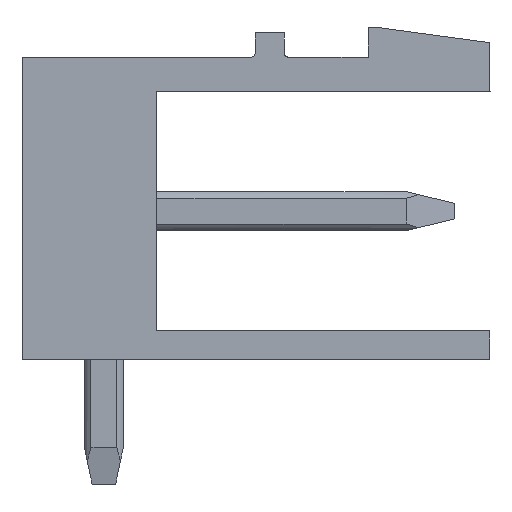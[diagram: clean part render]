
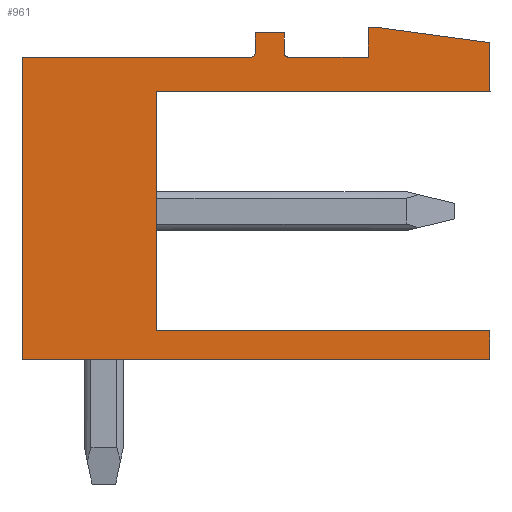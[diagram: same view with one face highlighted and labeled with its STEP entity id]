
A CAD part, left-side view. The second image highlights one B-rep face of the part: STEP entity #961.
In plain terms, the highlighted planar face has unit normal (-1, 0, 0).
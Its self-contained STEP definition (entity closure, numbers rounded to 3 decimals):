
#837=AXIS2_PLACEMENT_3D('Plane Axis2P3D',#834,#835,#836) ;
#883=AXIS2_PLACEMENT_3D('Circle Axis2P3D',#881,#882,$) ;
#911=AXIS2_PLACEMENT_3D('Circle Axis2P3D',#909,#910,$) ;
#49=CARTESIAN_POINT('Vertex',(0.,8.55,3.93)) ;
#52=CARTESIAN_POINT('Line Origine',(0.,4.275,3.93)) ;
#56=CARTESIAN_POINT('Vertex',(0.,0.,3.93)) ;
#224=CARTESIAN_POINT('Vertex',(0.,8.55,10.06)) ;
#227=CARTESIAN_POINT('Line Origine',(0.,8.55,6.995)) ;
#834=CARTESIAN_POINT('Axis2P3D Location',(0.,0.,0.)) ;
#839=CARTESIAN_POINT('Line Origine',(0.,4.275,10.06)) ;
#843=CARTESIAN_POINT('Vertex',(0.,0.,10.06)) ;
#846=CARTESIAN_POINT('Line Origine',(0.,0.,10.69)) ;
#850=CARTESIAN_POINT('Vertex',(0.,0.,11.32)) ;
#853=CARTESIAN_POINT('Line Origine',(0.,1.4,11.51)) ;
#857=CARTESIAN_POINT('Vertex',(0.,2.8,11.7)) ;
#860=CARTESIAN_POINT('Line Origine',(0.,2.96,11.7)) ;
#864=CARTESIAN_POINT('Vertex',(0.,3.12,11.7)) ;
#867=CARTESIAN_POINT('Line Origine',(0.,3.12,11.325)) ;
#871=CARTESIAN_POINT('Vertex',(0.,3.12,10.95)) ;
#874=CARTESIAN_POINT('Line Origine',(0.,4.145,10.95)) ;
#878=CARTESIAN_POINT('Vertex',(0.,5.17,10.95)) ;
#881=CARTESIAN_POINT('Axis2P3D Location',(0.,5.17,11.05)) ;
#885=CARTESIAN_POINT('Vertex',(0.,5.27,11.05)) ;
#888=CARTESIAN_POINT('Line Origine',(0.,5.27,11.31)) ;
#892=CARTESIAN_POINT('Vertex',(0.,5.27,11.57)) ;
#895=CARTESIAN_POINT('Line Origine',(0.,5.645,11.57)) ;
#899=CARTESIAN_POINT('Vertex',(0.,6.02,11.57)) ;
#902=CARTESIAN_POINT('Line Origine',(0.,6.02,11.31)) ;
#906=CARTESIAN_POINT('Vertex',(0.,6.02,11.05)) ;
#909=CARTESIAN_POINT('Axis2P3D Location',(0.,6.12,11.05)) ;
#913=CARTESIAN_POINT('Vertex',(0.,6.12,10.95)) ;
#916=CARTESIAN_POINT('Line Origine',(0.,9.06,10.95)) ;
#920=CARTESIAN_POINT('Vertex',(0.,12.,10.95)) ;
#923=CARTESIAN_POINT('Line Origine',(0.,12.,7.075)) ;
#927=CARTESIAN_POINT('Vertex',(0.,12.,3.2)) ;
#930=CARTESIAN_POINT('Line Origine',(0.,6.,3.2)) ;
#934=CARTESIAN_POINT('Vertex',(0.,0.,3.2)) ;
#937=CARTESIAN_POINT('Line Origine',(0.,0.,3.565)) ;
#53=DIRECTION('Vector Direction',(0.,1.,0.)) ;
#228=DIRECTION('Vector Direction',(0.,0.,-1.)) ;
#835=DIRECTION('Axis2P3D Direction',(-1.,0.,0.)) ;
#836=DIRECTION('Axis2P3D XDirection',(0.,0.,1.)) ;
#840=DIRECTION('Vector Direction',(0.,-1.,0.)) ;
#847=DIRECTION('Vector Direction',(0.,0.,1.)) ;
#854=DIRECTION('Vector Direction',(0.,0.991,0.134)) ;
#861=DIRECTION('Vector Direction',(0.,1.,0.)) ;
#868=DIRECTION('Vector Direction',(0.,0.,-1.)) ;
#875=DIRECTION('Vector Direction',(0.,1.,0.)) ;
#882=DIRECTION('Axis2P3D Direction',(-1.,0.,0.)) ;
#889=DIRECTION('Vector Direction',(0.,0.,1.)) ;
#896=DIRECTION('Vector Direction',(0.,1.,0.)) ;
#903=DIRECTION('Vector Direction',(0.,0.,-1.)) ;
#910=DIRECTION('Axis2P3D Direction',(-1.,0.,0.)) ;
#917=DIRECTION('Vector Direction',(0.,1.,0.)) ;
#924=DIRECTION('Vector Direction',(0.,0.,-1.)) ;
#931=DIRECTION('Vector Direction',(0.,1.,0.)) ;
#938=DIRECTION('Vector Direction',(0.,0.,-1.)) ;
#54=VECTOR('Line Direction',#53,1.) ;
#229=VECTOR('Line Direction',#228,1.) ;
#841=VECTOR('Line Direction',#840,1.) ;
#848=VECTOR('Line Direction',#847,1.) ;
#855=VECTOR('Line Direction',#854,1.) ;
#862=VECTOR('Line Direction',#861,1.) ;
#869=VECTOR('Line Direction',#868,1.) ;
#876=VECTOR('Line Direction',#875,1.) ;
#890=VECTOR('Line Direction',#889,1.) ;
#897=VECTOR('Line Direction',#896,1.) ;
#904=VECTOR('Line Direction',#903,1.) ;
#918=VECTOR('Line Direction',#917,1.) ;
#925=VECTOR('Line Direction',#924,1.) ;
#932=VECTOR('Line Direction',#931,1.) ;
#939=VECTOR('Line Direction',#938,1.) ;
#943=ORIENTED_EDGE('',*,*,#58,.T.) ;
#944=ORIENTED_EDGE('',*,*,#231,.T.) ;
#945=ORIENTED_EDGE('',*,*,#845,.T.) ;
#946=ORIENTED_EDGE('',*,*,#852,.T.) ;
#947=ORIENTED_EDGE('',*,*,#859,.T.) ;
#948=ORIENTED_EDGE('',*,*,#866,.T.) ;
#949=ORIENTED_EDGE('',*,*,#873,.T.) ;
#950=ORIENTED_EDGE('',*,*,#880,.T.) ;
#951=ORIENTED_EDGE('',*,*,#887,.T.) ;
#952=ORIENTED_EDGE('',*,*,#894,.T.) ;
#953=ORIENTED_EDGE('',*,*,#901,.T.) ;
#954=ORIENTED_EDGE('',*,*,#908,.T.) ;
#955=ORIENTED_EDGE('',*,*,#915,.T.) ;
#956=ORIENTED_EDGE('',*,*,#922,.T.) ;
#957=ORIENTED_EDGE('',*,*,#929,.T.) ;
#958=ORIENTED_EDGE('',*,*,#936,.T.) ;
#959=ORIENTED_EDGE('',*,*,#941,.T.) ;
#961=ADVANCED_FACE('Housing',(#960),#838,.T.) ;
#884=CIRCLE('generated circle',#883,0.1) ;
#912=CIRCLE('generated circle',#911,0.1) ;
#58=EDGE_CURVE('',#57,#50,#55,.T.) ;
#231=EDGE_CURVE('',#50,#225,#230,.F.) ;
#845=EDGE_CURVE('',#225,#844,#842,.T.) ;
#852=EDGE_CURVE('',#844,#851,#849,.T.) ;
#859=EDGE_CURVE('',#851,#858,#856,.T.) ;
#866=EDGE_CURVE('',#858,#865,#863,.T.) ;
#873=EDGE_CURVE('',#865,#872,#870,.T.) ;
#880=EDGE_CURVE('',#872,#879,#877,.T.) ;
#887=EDGE_CURVE('',#879,#886,#884,.F.) ;
#894=EDGE_CURVE('',#886,#893,#891,.T.) ;
#901=EDGE_CURVE('',#893,#900,#898,.T.) ;
#908=EDGE_CURVE('',#900,#907,#905,.T.) ;
#915=EDGE_CURVE('',#907,#914,#912,.F.) ;
#922=EDGE_CURVE('',#914,#921,#919,.T.) ;
#929=EDGE_CURVE('',#921,#928,#926,.T.) ;
#936=EDGE_CURVE('',#928,#935,#933,.F.) ;
#941=EDGE_CURVE('',#935,#57,#940,.F.) ;
#942=EDGE_LOOP('',(#943,#944,#945,#946,#947,#948,#949,#950,#951,#952,#953,#954,#955,#956,#957,#958,#959)) ;
#960=FACE_OUTER_BOUND('',#942,.T.) ;
#55=LINE('Line',#52,#54) ;
#230=LINE('Line',#227,#229) ;
#842=LINE('Line',#839,#841) ;
#849=LINE('Line',#846,#848) ;
#856=LINE('Line',#853,#855) ;
#863=LINE('Line',#860,#862) ;
#870=LINE('Line',#867,#869) ;
#877=LINE('Line',#874,#876) ;
#891=LINE('Line',#888,#890) ;
#898=LINE('Line',#895,#897) ;
#905=LINE('Line',#902,#904) ;
#919=LINE('Line',#916,#918) ;
#926=LINE('Line',#923,#925) ;
#933=LINE('Line',#930,#932) ;
#940=LINE('Line',#937,#939) ;
#838=PLANE('',#837) ;
#50=VERTEX_POINT('',#49) ;
#57=VERTEX_POINT('',#56) ;
#225=VERTEX_POINT('',#224) ;
#844=VERTEX_POINT('',#843) ;
#851=VERTEX_POINT('',#850) ;
#858=VERTEX_POINT('',#857) ;
#865=VERTEX_POINT('',#864) ;
#872=VERTEX_POINT('',#871) ;
#879=VERTEX_POINT('',#878) ;
#886=VERTEX_POINT('',#885) ;
#893=VERTEX_POINT('',#892) ;
#900=VERTEX_POINT('',#899) ;
#907=VERTEX_POINT('',#906) ;
#914=VERTEX_POINT('',#913) ;
#921=VERTEX_POINT('',#920) ;
#928=VERTEX_POINT('',#927) ;
#935=VERTEX_POINT('',#934) ;
